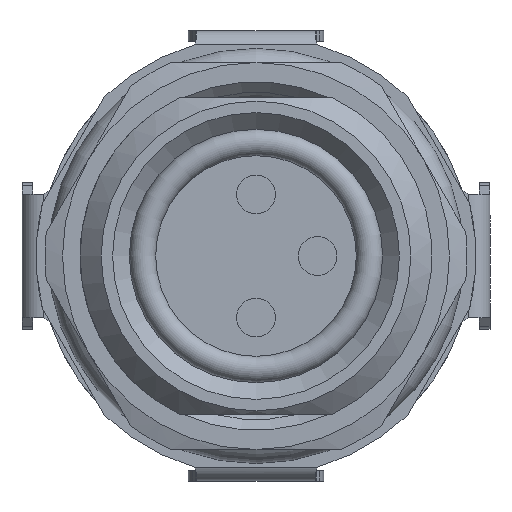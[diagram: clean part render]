
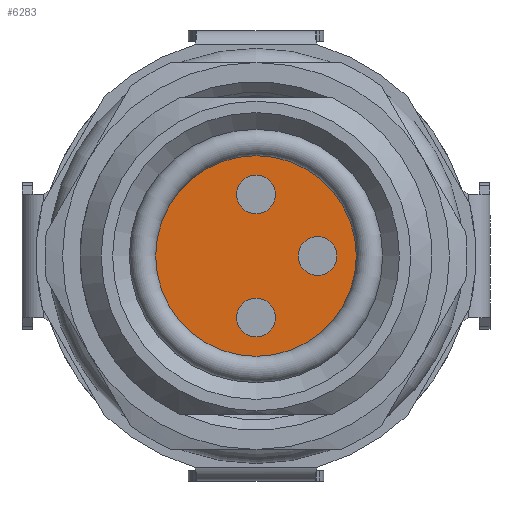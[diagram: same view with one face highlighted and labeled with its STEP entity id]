
A CAD part, left-side view. The second image highlights one B-rep face of the part: STEP entity #6283.
In plain terms, the highlighted planar face has unit normal (-1, 0, 0).
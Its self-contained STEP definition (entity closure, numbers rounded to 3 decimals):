
#360=PLANE('',#7527);
#978=EDGE_LOOP('',(#1834));
#979=EDGE_LOOP('',(#1835));
#980=EDGE_LOOP('',(#1836));
#981=EDGE_LOOP('',(#1837));
#1402=CIRCLE('',#7523,0.55);
#1403=CIRCLE('',#7524,0.55);
#1404=CIRCLE('',#7525,0.55);
#1405=CIRCLE('',#7526,2.85);
#1834=ORIENTED_EDGE('',*,*,#3953,.F.);
#1835=ORIENTED_EDGE('',*,*,#3954,.F.);
#1836=ORIENTED_EDGE('',*,*,#3955,.F.);
#1837=ORIENTED_EDGE('',*,*,#3956,.F.);
#3953=EDGE_CURVE('',#6820,#6820,#1402,.T.);
#3954=EDGE_CURVE('',#6821,#6821,#1403,.T.);
#3955=EDGE_CURVE('',#6822,#6822,#1404,.T.);
#3956=EDGE_CURVE('',#6823,#6823,#1405,.T.);
#6283=ADVANCED_FACE('',(#6672,#6673,#6674,#6675),#360,.F.);
#6672=FACE_BOUND('',#978,.T.);
#6673=FACE_BOUND('',#979,.T.);
#6674=FACE_BOUND('',#980,.T.);
#6675=FACE_BOUND('',#981,.T.);
#6820=VERTEX_POINT('',#10486);
#6821=VERTEX_POINT('',#10488);
#6822=VERTEX_POINT('',#10490);
#6823=VERTEX_POINT('',#10492);
#7523=AXIS2_PLACEMENT_3D('',#10485,#8335,#8336);
#7524=AXIS2_PLACEMENT_3D('',#10487,#8337,#8338);
#7525=AXIS2_PLACEMENT_3D('',#10489,#8339,#8340);
#7526=AXIS2_PLACEMENT_3D('',#10491,#8341,#8342);
#7527=AXIS2_PLACEMENT_3D('',#10493,#8343,#8344);
#8335=DIRECTION('',(-1.,0.,0.));
#8336=DIRECTION('',(0.,0.,-1.));
#8337=DIRECTION('',(-1.,0.,0.));
#8338=DIRECTION('',(0.,0.,-1.));
#8339=DIRECTION('',(-1.,0.,0.));
#8340=DIRECTION('',(0.,0.,-1.));
#8341=DIRECTION('',(1.,0.,0.));
#8342=DIRECTION('',(0.,-1.,0.));
#8343=DIRECTION('',(1.,0.,0.));
#8344=DIRECTION('',(0.,-1.,0.));
#10485=CARTESIAN_POINT('',(0.8,0.,-1.75));
#10486=CARTESIAN_POINT('',(0.8,0.,-2.3));
#10487=CARTESIAN_POINT('',(0.8,0.,1.75));
#10488=CARTESIAN_POINT('',(0.8,0.,1.2));
#10489=CARTESIAN_POINT('',(0.8,-1.75,0.));
#10490=CARTESIAN_POINT('',(0.8,-1.75,-0.55));
#10491=CARTESIAN_POINT('',(0.8,0.,0.));
#10492=CARTESIAN_POINT('',(0.8,-2.85,0.));
#10493=CARTESIAN_POINT('',(0.8,0.,0.));
